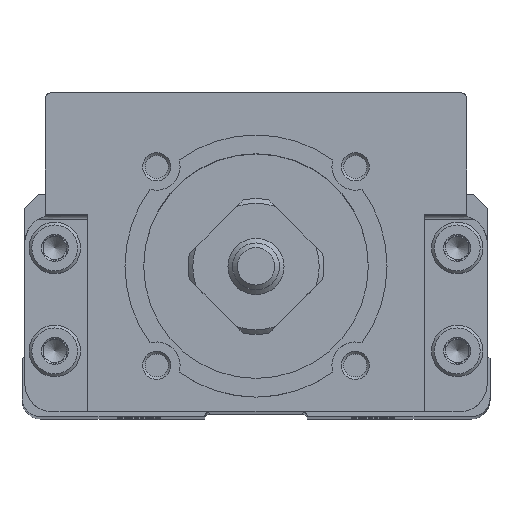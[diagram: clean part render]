
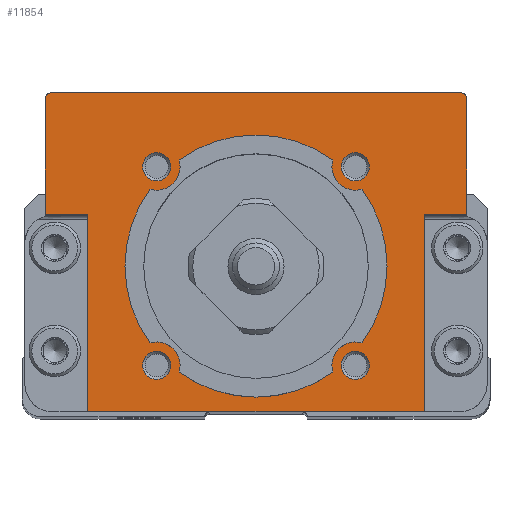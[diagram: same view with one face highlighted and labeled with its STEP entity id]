
A CAD part, top view. The second image highlights one B-rep face of the part: STEP entity #11854.
In plain terms, the highlighted face is planar.
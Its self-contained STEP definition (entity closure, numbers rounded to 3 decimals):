
#416=PLANE('',#12682);
#577=CIRCLE('',#12095,14.);
#579=CIRCLE('',#12098,14.);
#581=CIRCLE('',#12101,14.);
#583=CIRCLE('',#12104,14.);
#620=CIRCLE('',#12167,0.2);
#672=CIRCLE('',#12265,0.2);
#673=CIRCLE('',#12268,0.5);
#676=CIRCLE('',#12273,0.5);
#825=CIRCLE('',#12683,1.5);
#826=CIRCLE('',#12684,1.5);
#827=CIRCLE('',#12685,1.5);
#828=CIRCLE('',#12686,2.5);
#829=CIRCLE('',#12687,2.5);
#830=CIRCLE('',#12688,2.5);
#831=CIRCLE('',#12689,2.5);
#832=CIRCLE('',#12690,1.5);
#2400=ORIENTED_EDGE('',*,*,#4252,.F.);
#2401=ORIENTED_EDGE('',*,*,#4253,.F.);
#2402=ORIENTED_EDGE('',*,*,#3834,.T.);
#2403=ORIENTED_EDGE('',*,*,#3826,.T.);
#2404=ORIENTED_EDGE('',*,*,#3824,.T.);
#2405=ORIENTED_EDGE('',*,*,#3822,.T.);
#2406=ORIENTED_EDGE('',*,*,#3819,.F.);
#2407=ORIENTED_EDGE('',*,*,#4099,.F.);
#2408=ORIENTED_EDGE('',*,*,#4095,.F.);
#2409=ORIENTED_EDGE('',*,*,#3638,.F.);
#2410=ORIENTED_EDGE('',*,*,#4091,.T.);
#2411=ORIENTED_EDGE('',*,*,#4089,.T.);
#2412=ORIENTED_EDGE('',*,*,#3652,.F.);
#2413=ORIENTED_EDGE('',*,*,#3836,.T.);
#2414=ORIENTED_EDGE('',*,*,#4254,.F.);
#2415=ORIENTED_EDGE('',*,*,#4255,.F.);
#2416=ORIENTED_EDGE('',*,*,#3509,.T.);
#2417=ORIENTED_EDGE('',*,*,#4256,.F.);
#2418=ORIENTED_EDGE('',*,*,#3513,.T.);
#2419=ORIENTED_EDGE('',*,*,#4257,.F.);
#2420=ORIENTED_EDGE('',*,*,#3517,.T.);
#2421=ORIENTED_EDGE('',*,*,#4258,.F.);
#2422=ORIENTED_EDGE('',*,*,#3521,.T.);
#2423=ORIENTED_EDGE('',*,*,#4259,.F.);
#3509=EDGE_CURVE('',#4792,#4794,#577,.T.);
#3513=EDGE_CURVE('',#4796,#4798,#579,.T.);
#3517=EDGE_CURVE('',#4800,#4802,#581,.T.);
#3521=EDGE_CURVE('',#4804,#4806,#583,.T.);
#3638=EDGE_CURVE('',#4902,#4904,#5737,.T.);
#3652=EDGE_CURVE('',#4914,#4916,#620,.F.);
#3819=EDGE_CURVE('',#5028,#5029,#672,.F.);
#3822=EDGE_CURVE('',#5030,#5029,#5862,.T.);
#3824=EDGE_CURVE('',#5031,#5030,#673,.F.);
#3826=EDGE_CURVE('',#5032,#5031,#5865,.T.);
#3834=EDGE_CURVE('',#5039,#5032,#676,.F.);
#3836=EDGE_CURVE('',#4914,#5039,#5872,.T.);
#4089=EDGE_CURVE('',#5205,#4916,#6012,.T.);
#4091=EDGE_CURVE('',#4902,#5205,#6014,.T.);
#4095=EDGE_CURVE('',#4904,#5208,#6016,.T.);
#4099=EDGE_CURVE('',#5208,#5028,#6019,.T.);
#4252=EDGE_CURVE('',#5311,#5311,#825,.F.);
#4253=EDGE_CURVE('',#5312,#5312,#826,.F.);
#4254=EDGE_CURVE('',#5313,#5313,#827,.F.);
#4255=EDGE_CURVE('',#4792,#4806,#828,.T.);
#4256=EDGE_CURVE('',#4796,#4794,#829,.T.);
#4257=EDGE_CURVE('',#4800,#4798,#830,.T.);
#4258=EDGE_CURVE('',#4804,#4802,#831,.T.);
#4259=EDGE_CURVE('',#5314,#5314,#832,.F.);
#4792=VERTEX_POINT('',#15729);
#4794=VERTEX_POINT('',#15733);
#4796=VERTEX_POINT('',#15738);
#4798=VERTEX_POINT('',#15742);
#4800=VERTEX_POINT('',#15747);
#4802=VERTEX_POINT('',#15751);
#4804=VERTEX_POINT('',#15756);
#4806=VERTEX_POINT('',#15760);
#4902=VERTEX_POINT('',#16175);
#4904=VERTEX_POINT('',#16178);
#4914=VERTEX_POINT('',#16203);
#4916=VERTEX_POINT('',#16206);
#5028=VERTEX_POINT('',#16540);
#5029=VERTEX_POINT('',#16542);
#5030=VERTEX_POINT('',#16551);
#5031=VERTEX_POINT('',#16555);
#5032=VERTEX_POINT('',#16559);
#5039=VERTEX_POINT('',#16575);
#5205=VERTEX_POINT('',#17275);
#5208=VERTEX_POINT('',#17287);
#5311=VERTEX_POINT('',#17670);
#5312=VERTEX_POINT('',#17672);
#5313=VERTEX_POINT('',#17674);
#5314=VERTEX_POINT('',#17680);
#5737=LINE('',#16177,#6577);
#5862=LINE('',#16550,#6702);
#5865=LINE('',#16558,#6705);
#5872=LINE('',#16578,#6712);
#6012=LINE('',#17274,#6852);
#6014=LINE('',#17278,#6854);
#6016=LINE('',#17286,#6856);
#6019=LINE('',#17294,#6859);
#6577=VECTOR('',#13210,1000.);
#6702=VECTOR('',#13543,1000.);
#6705=VECTOR('',#13552,1000.);
#6712=VECTOR('',#13569,1000.);
#6852=VECTOR('',#14131,1000.);
#6854=VECTOR('',#14135,1000.);
#6856=VECTOR('',#14145,1000.);
#6859=VECTOR('',#14152,1000.);
#7826=EDGE_LOOP('',(#2400));
#7827=EDGE_LOOP('',(#2401));
#7828=EDGE_LOOP('',(#2402,#2403,#2404,#2405,#2406,#2407,#2408,#2409,#2410,
#2411,#2412,#2413));
#7829=EDGE_LOOP('',(#2414));
#7830=EDGE_LOOP('',(#2415,#2416,#2417,#2418,#2419,#2420,#2421,#2422));
#7831=EDGE_LOOP('',(#2423));
#8582=FACE_BOUND('',#7826,.T.);
#8583=FACE_BOUND('',#7827,.T.);
#8584=FACE_BOUND('',#7828,.T.);
#8585=FACE_BOUND('',#7829,.T.);
#8586=FACE_BOUND('',#7830,.T.);
#8587=FACE_BOUND('',#7831,.T.);
#11854=ADVANCED_FACE('',(#8582,#8583,#8584,#8585,#8586,#8587),#416,.F.);
#12095=AXIS2_PLACEMENT_3D('',#15734,#13031,#13032);
#12098=AXIS2_PLACEMENT_3D('',#15743,#13039,#13040);
#12101=AXIS2_PLACEMENT_3D('',#15752,#13047,#13048);
#12104=AXIS2_PLACEMENT_3D('',#15761,#13055,#13056);
#12167=AXIS2_PLACEMENT_3D('',#16205,#13230,#13231);
#12265=AXIS2_PLACEMENT_3D('',#16541,#13538,#13539);
#12268=AXIS2_PLACEMENT_3D('',#16554,#13547,#13548);
#12273=AXIS2_PLACEMENT_3D('',#16574,#13564,#13565);
#12682=AXIS2_PLACEMENT_3D('',#17668,#14615,#14616);
#12683=AXIS2_PLACEMENT_3D('',#17669,#14617,#14618);
#12684=AXIS2_PLACEMENT_3D('',#17671,#14619,#14620);
#12685=AXIS2_PLACEMENT_3D('',#17673,#14621,#14622);
#12686=AXIS2_PLACEMENT_3D('',#17675,#14623,#14624);
#12687=AXIS2_PLACEMENT_3D('',#17676,#14625,#14626);
#12688=AXIS2_PLACEMENT_3D('',#17677,#14627,#14628);
#12689=AXIS2_PLACEMENT_3D('',#17678,#14629,#14630);
#12690=AXIS2_PLACEMENT_3D('',#17679,#14631,#14632);
#13031=DIRECTION('',(1.,0.,0.));
#13032=DIRECTION('',(0.,0.,-1.));
#13039=DIRECTION('',(1.,0.,0.));
#13040=DIRECTION('',(0.,0.,-1.));
#13047=DIRECTION('',(1.,0.,0.));
#13048=DIRECTION('',(0.,0.,-1.));
#13055=DIRECTION('',(1.,0.,0.));
#13056=DIRECTION('',(0.,0.,-1.));
#13210=DIRECTION('',(0.,0.,-1.));
#13230=DIRECTION('',(1.,0.,0.));
#13231=DIRECTION('',(0.,0.,-1.));
#13538=DIRECTION('',(1.,0.,0.));
#13539=DIRECTION('',(0.,0.,-1.));
#13543=DIRECTION('',(0.,-1.,0.));
#13547=DIRECTION('',(1.,0.,0.));
#13548=DIRECTION('',(0.,0.,-1.));
#13552=DIRECTION('',(0.,0.,-1.));
#13564=DIRECTION('',(1.,0.,0.));
#13565=DIRECTION('',(0.,0.,-1.));
#13569=DIRECTION('',(0.,1.,0.));
#14131=DIRECTION('',(0.,0.,1.));
#14135=DIRECTION('',(0.,1.,0.));
#14145=DIRECTION('',(0.,1.,0.));
#14152=DIRECTION('',(0.,0.,-1.));
#14615=DIRECTION('',(1.,0.,0.));
#14616=DIRECTION('',(0.,0.,-1.));
#14617=DIRECTION('',(1.,0.,0.));
#14618=DIRECTION('',(0.,0.,-1.));
#14619=DIRECTION('',(1.,0.,0.));
#14620=DIRECTION('',(0.,0.,-1.));
#14621=DIRECTION('',(1.,0.,0.));
#14622=DIRECTION('',(0.,0.,-1.));
#14623=DIRECTION('',(1.,0.,0.));
#14624=DIRECTION('',(0.,0.,-1.));
#14625=DIRECTION('',(1.,0.,0.));
#14626=DIRECTION('',(0.,0.,-1.));
#14627=DIRECTION('',(1.,0.,0.));
#14628=DIRECTION('',(0.,0.,-1.));
#14629=DIRECTION('',(1.,0.,0.));
#14630=DIRECTION('',(0.,0.,-1.));
#14631=DIRECTION('',(1.,0.,0.));
#14632=DIRECTION('',(0.,0.,-1.));
#15729=CARTESIAN_POINT('',(-47.,8.215,11.336));
#15733=CARTESIAN_POINT('',(-47.,-8.215,11.336));
#15734=CARTESIAN_POINT('',(-47.,0.,0.));
#15738=CARTESIAN_POINT('',(-47.,-11.336,8.215));
#15742=CARTESIAN_POINT('',(-47.,-11.336,-8.215));
#15743=CARTESIAN_POINT('',(-47.,0.,0.));
#15747=CARTESIAN_POINT('',(-47.,-8.215,-11.336));
#15751=CARTESIAN_POINT('',(-47.,8.215,-11.336));
#15752=CARTESIAN_POINT('',(-47.,0.,0.));
#15756=CARTESIAN_POINT('',(-47.,11.336,-8.215));
#15760=CARTESIAN_POINT('',(-47.,11.336,8.215));
#15761=CARTESIAN_POINT('',(-47.,0.,0.));
#16175=CARTESIAN_POINT('',(-47.,-15.5,18.));
#16177=CARTESIAN_POINT('',(-47.,-15.5,5.));
#16178=CARTESIAN_POINT('',(-47.,-15.5,-18.));
#16203=CARTESIAN_POINT('',(-47.,5.54,22.5));
#16205=CARTESIAN_POINT('',(-47.,5.54,22.7));
#16206=CARTESIAN_POINT('',(-47.,5.5,22.504));
#16540=CARTESIAN_POINT('',(-47.,5.5,-22.504));
#16541=CARTESIAN_POINT('',(-47.,5.54,-22.7));
#16542=CARTESIAN_POINT('',(-47.,5.54,-22.5));
#16550=CARTESIAN_POINT('',(-47.,5.54,-22.5));
#16551=CARTESIAN_POINT('',(-47.,18.,-22.5));
#16554=CARTESIAN_POINT('',(-47.,18.,-22.));
#16555=CARTESIAN_POINT('',(-47.,18.5,-22.));
#16558=CARTESIAN_POINT('',(-47.,18.5,-22.));
#16559=CARTESIAN_POINT('',(-47.,18.5,22.));
#16574=CARTESIAN_POINT('',(-47.,18.,22.));
#16575=CARTESIAN_POINT('',(-47.,18.,22.5));
#16578=CARTESIAN_POINT('',(-47.,18.,22.5));
#17274=CARTESIAN_POINT('',(-47.,5.5,28.));
#17275=CARTESIAN_POINT('',(-47.,5.5,18.));
#17278=CARTESIAN_POINT('',(-47.,5.,18.));
#17286=CARTESIAN_POINT('',(-47.,5.,-18.));
#17287=CARTESIAN_POINT('',(-47.,5.5,-18.));
#17294=CARTESIAN_POINT('',(-47.,5.5,-28.));
#17668=CARTESIAN_POINT('',(-47.,14.,0.));
#17669=CARTESIAN_POINT('',(-47.,-10.607,10.607));
#17670=CARTESIAN_POINT('',(-47.,-10.607,9.107));
#17671=CARTESIAN_POINT('',(-47.,-10.607,-10.607));
#17672=CARTESIAN_POINT('',(-47.,-10.607,-12.107));
#17673=CARTESIAN_POINT('',(-47.,10.607,10.607));
#17674=CARTESIAN_POINT('',(-47.,10.607,9.107));
#17675=CARTESIAN_POINT('',(-47.,10.607,10.607));
#17676=CARTESIAN_POINT('',(-47.,-10.607,10.607));
#17677=CARTESIAN_POINT('',(-47.,-10.607,-10.607));
#17678=CARTESIAN_POINT('',(-47.,10.607,-10.607));
#17679=CARTESIAN_POINT('',(-47.,10.607,-10.607));
#17680=CARTESIAN_POINT('',(-47.,10.607,-12.107));
